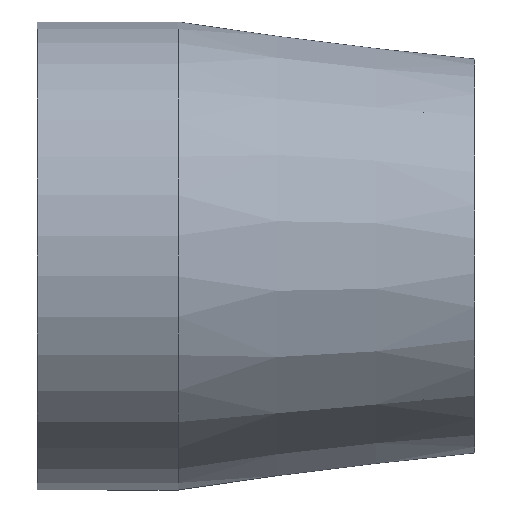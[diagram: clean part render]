
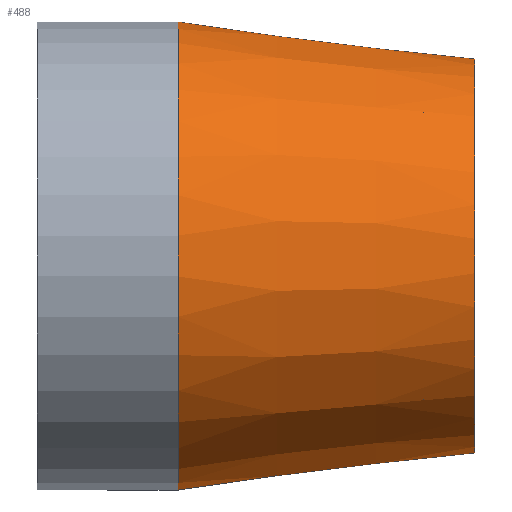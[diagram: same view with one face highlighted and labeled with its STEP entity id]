
A CAD part, front view. The second image highlights one B-rep face of the part: STEP entity #488.
In plain terms, the highlighted conical face has half-angle 7.156 degrees and reference radius 3.233 mm.
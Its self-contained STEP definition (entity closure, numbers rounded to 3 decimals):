
#16=CONICAL_SURFACE('',#537,3.233,7.156);
#21=FACE_BOUND('',#112,.T.);
#43=CIRCLE('',#536,2.955);
#44=CIRCLE('',#538,3.511);
#80=FACE_OUTER_BOUND('',#111,.T.);
#111=EDGE_LOOP('',(#432));
#112=EDGE_LOOP('',(#433));
#248=VERTEX_POINT('',#817);
#249=VERTEX_POINT('',#820);
#314=EDGE_CURVE('',#248,#248,#43,.T.);
#315=EDGE_CURVE('',#249,#249,#44,.T.);
#432=ORIENTED_EDGE('',*,*,#315,.F.);
#433=ORIENTED_EDGE('',*,*,#314,.T.);
#488=ADVANCED_FACE('',(#80,#21),#16,.T.);
#536=AXIS2_PLACEMENT_3D('',#818,#674,#675);
#537=AXIS2_PLACEMENT_3D('',#819,#676,#677);
#538=AXIS2_PLACEMENT_3D('',#821,#678,#679);
#674=DIRECTION('center_axis',(-1.,0.,0.));
#675=DIRECTION('ref_axis',(0.,0.,1.));
#676=DIRECTION('center_axis',(-1.,0.,0.));
#677=DIRECTION('ref_axis',(0.,0.707,-0.707));
#678=DIRECTION('center_axis',(-1.,0.,0.));
#679=DIRECTION('ref_axis',(0.,0.,1.));
#817=CARTESIAN_POINT('',(5.239,2.089,-2.089));
#818=CARTESIAN_POINT('Origin',(5.239,0.,0.));
#819=CARTESIAN_POINT('Origin',(3.023,0.,0.));
#820=CARTESIAN_POINT('',(0.807,2.483,-2.483));
#821=CARTESIAN_POINT('Origin',(0.807,0.,0.));
